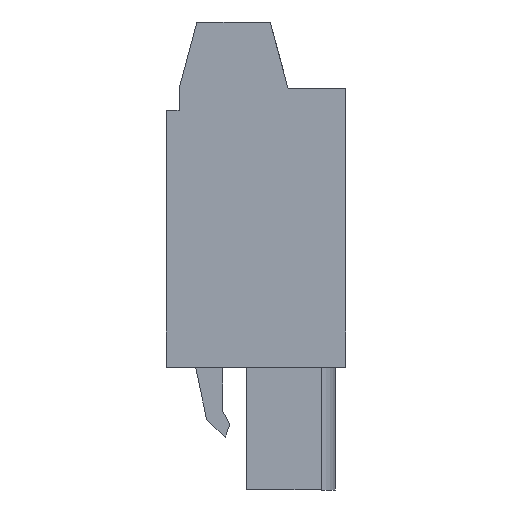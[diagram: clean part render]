
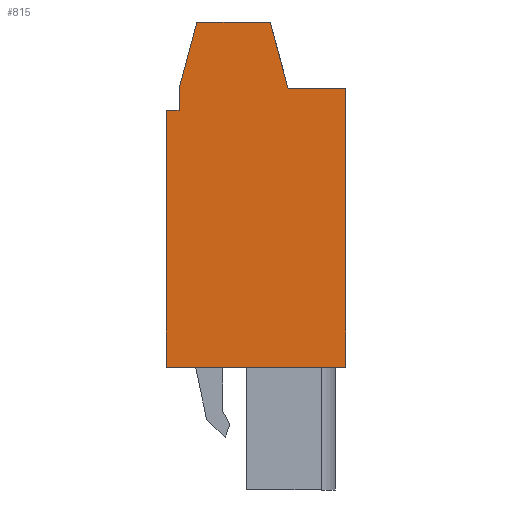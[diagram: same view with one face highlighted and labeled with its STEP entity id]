
A CAD part, left-side view. The second image highlights one B-rep face of the part: STEP entity #815.
In plain terms, the highlighted planar face has unit normal (-1, 0, 0).
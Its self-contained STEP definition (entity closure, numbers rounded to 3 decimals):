
#755=AXIS2_PLACEMENT_3D('Plane Axis2P3D',#752,#753,#754) ;
#49=CARTESIAN_POINT('Vertex',(0.,12.2,25.8)) ;
#52=CARTESIAN_POINT('Line Origine',(0.,11.763,25.8)) ;
#56=CARTESIAN_POINT('Vertex',(0.,11.325,25.8)) ;
#129=CARTESIAN_POINT('Vertex',(0.,12.2,8.35)) ;
#132=CARTESIAN_POINT('Line Origine',(0.,12.2,17.075)) ;
#752=CARTESIAN_POINT('Axis2P3D Location',(0.,-0.45,0.)) ;
#757=CARTESIAN_POINT('Line Origine',(0.,6.1,8.35)) ;
#761=CARTESIAN_POINT('Vertex',(0.,0.,8.35)) ;
#764=CARTESIAN_POINT('Line Origine',(0.,0.,17.825)) ;
#768=CARTESIAN_POINT('Vertex',(0.,0.,27.3)) ;
#771=CARTESIAN_POINT('Line Origine',(0.,1.962,27.3)) ;
#775=CARTESIAN_POINT('Vertex',(0.,3.925,27.3)) ;
#778=CARTESIAN_POINT('Line Origine',(0.,4.528,29.55)) ;
#782=CARTESIAN_POINT('Vertex',(0.,5.131,31.8)) ;
#785=CARTESIAN_POINT('Line Origine',(0.,7.625,31.8)) ;
#789=CARTESIAN_POINT('Vertex',(0.,10.119,31.8)) ;
#792=CARTESIAN_POINT('Line Origine',(0.,10.722,29.55)) ;
#796=CARTESIAN_POINT('Vertex',(0.,11.325,27.3)) ;
#799=CARTESIAN_POINT('Line Origine',(0.,11.325,26.55)) ;
#53=DIRECTION('Vector Direction',(0.,1.,0.)) ;
#133=DIRECTION('Vector Direction',(0.,0.,-1.)) ;
#753=DIRECTION('Axis2P3D Direction',(-1.,0.,0.)) ;
#754=DIRECTION('Axis2P3D XDirection',(0.,0.,1.)) ;
#758=DIRECTION('Vector Direction',(0.,-1.,0.)) ;
#765=DIRECTION('Vector Direction',(0.,0.,1.)) ;
#772=DIRECTION('Vector Direction',(0.,1.,0.)) ;
#779=DIRECTION('Vector Direction',(0.,0.259,0.966)) ;
#786=DIRECTION('Vector Direction',(0.,1.,0.)) ;
#793=DIRECTION('Vector Direction',(0.,0.259,-0.966)) ;
#800=DIRECTION('Vector Direction',(0.,0.,-1.)) ;
#54=VECTOR('Line Direction',#53,1.) ;
#134=VECTOR('Line Direction',#133,1.) ;
#759=VECTOR('Line Direction',#758,1.) ;
#766=VECTOR('Line Direction',#765,1.) ;
#773=VECTOR('Line Direction',#772,1.) ;
#780=VECTOR('Line Direction',#779,1.) ;
#787=VECTOR('Line Direction',#786,1.) ;
#794=VECTOR('Line Direction',#793,1.) ;
#801=VECTOR('Line Direction',#800,1.) ;
#805=ORIENTED_EDGE('',*,*,#763,.T.) ;
#806=ORIENTED_EDGE('',*,*,#770,.T.) ;
#807=ORIENTED_EDGE('',*,*,#777,.T.) ;
#808=ORIENTED_EDGE('',*,*,#784,.T.) ;
#809=ORIENTED_EDGE('',*,*,#791,.T.) ;
#810=ORIENTED_EDGE('',*,*,#798,.T.) ;
#811=ORIENTED_EDGE('',*,*,#803,.T.) ;
#812=ORIENTED_EDGE('',*,*,#58,.T.) ;
#813=ORIENTED_EDGE('',*,*,#136,.T.) ;
#815=ADVANCED_FACE('HOUSING',(#814),#756,.T.) ;
#58=EDGE_CURVE('',#57,#50,#55,.T.) ;
#136=EDGE_CURVE('',#50,#130,#135,.T.) ;
#763=EDGE_CURVE('',#130,#762,#760,.T.) ;
#770=EDGE_CURVE('',#762,#769,#767,.T.) ;
#777=EDGE_CURVE('',#769,#776,#774,.T.) ;
#784=EDGE_CURVE('',#776,#783,#781,.T.) ;
#791=EDGE_CURVE('',#783,#790,#788,.T.) ;
#798=EDGE_CURVE('',#790,#797,#795,.T.) ;
#803=EDGE_CURVE('',#797,#57,#802,.T.) ;
#804=EDGE_LOOP('',(#805,#806,#807,#808,#809,#810,#811,#812,#813)) ;
#814=FACE_OUTER_BOUND('',#804,.T.) ;
#55=LINE('Line',#52,#54) ;
#135=LINE('Line',#132,#134) ;
#760=LINE('Line',#757,#759) ;
#767=LINE('Line',#764,#766) ;
#774=LINE('Line',#771,#773) ;
#781=LINE('Line',#778,#780) ;
#788=LINE('Line',#785,#787) ;
#795=LINE('Line',#792,#794) ;
#802=LINE('Line',#799,#801) ;
#756=PLANE('',#755) ;
#50=VERTEX_POINT('',#49) ;
#57=VERTEX_POINT('',#56) ;
#130=VERTEX_POINT('',#129) ;
#762=VERTEX_POINT('',#761) ;
#769=VERTEX_POINT('',#768) ;
#776=VERTEX_POINT('',#775) ;
#783=VERTEX_POINT('',#782) ;
#790=VERTEX_POINT('',#789) ;
#797=VERTEX_POINT('',#796) ;
